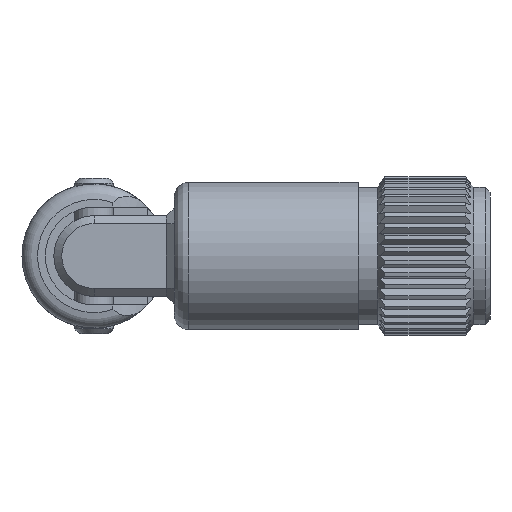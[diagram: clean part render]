
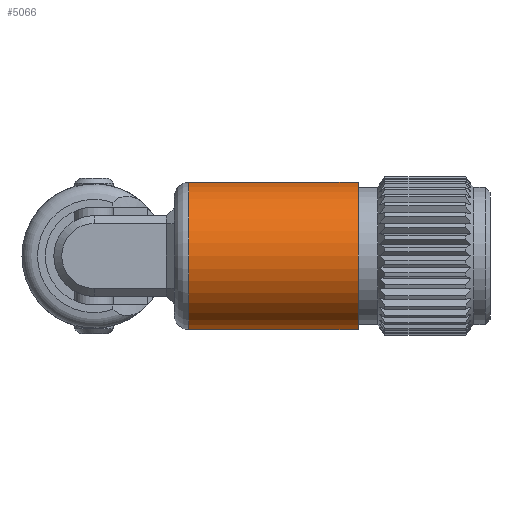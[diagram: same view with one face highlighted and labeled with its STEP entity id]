
A CAD part, left-side view. The second image highlights one B-rep face of the part: STEP entity #5066.
In plain terms, the highlighted cylindrical face has radius 4.758 mm (diameter 9.515 mm), a full revolution.
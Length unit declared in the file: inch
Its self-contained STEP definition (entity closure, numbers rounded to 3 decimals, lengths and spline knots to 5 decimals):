
#317 = CIRCLE ( 'NONE', #4955, 0.18731 ) ;
#582 = EDGE_CURVE ( 'NONE', #5191, #5191, #4806, .T. ) ;
#609 = CYLINDRICAL_SURFACE ( 'NONE', #6335, 0.18731 ) ;
#869 = VERTEX_POINT ( 'NONE', #1923 ) ;
#1234 = DIRECTION ( 'NONE',  ( 0., 0., 1. ) ) ;
#1620 = CARTESIAN_POINT ( 'NONE',  ( 0., -0.66923, 0. ) ) ;
#1923 = CARTESIAN_POINT ( 'NONE',  ( 0., -0.23979, 0.18731 ) ) ;
#1981 = CARTESIAN_POINT ( 'NONE',  ( 0., -0.66923, 0.18731 ) ) ;
#2463 = CARTESIAN_POINT ( 'NONE',  ( 0., 0., 0. ) ) ;
#3680 = DIRECTION ( 'NONE',  ( 0., 1., 0. ) ) ;
#3906 = EDGE_CURVE ( 'NONE', #869, #869, #317, .T. ) ;
#4600 = ORIENTED_EDGE ( 'NONE', *, *, #3906, .F. ) ;
#4806 = CIRCLE ( 'NONE', #6687, 0.18731 ) ;
#4955 = AXIS2_PLACEMENT_3D ( 'NONE', #6140, #5532, #6774 ) ;
#4965 = ORIENTED_EDGE ( 'NONE', *, *, #582, .T. ) ;
#5066 = ADVANCED_FACE ( 'NONE', ( #5331, #7794 ), #609, .T. ) ;
#5191 = VERTEX_POINT ( 'NONE', #1981 ) ;
#5331 = FACE_OUTER_BOUND ( 'NONE', #6245, .T. ) ;
#5532 = DIRECTION ( 'NONE',  ( 0., 1., 0. ) ) ;
#6140 = CARTESIAN_POINT ( 'NONE',  ( 0., -0.23979, 0. ) ) ;
#6245 = EDGE_LOOP ( 'NONE', ( #4965 ) ) ;
#6318 = DIRECTION ( 'NONE',  ( 0., 1., 0. ) ) ;
#6335 = AXIS2_PLACEMENT_3D ( 'NONE', #2463, #6318, #1234 ) ;
#6687 = AXIS2_PLACEMENT_3D ( 'NONE', #1620, #3680, #8133 ) ;
#6774 = DIRECTION ( 'NONE',  ( 0., 0., 1. ) ) ;
#7794 = FACE_OUTER_BOUND ( 'NONE', #8103, .T. ) ;
#8103 = EDGE_LOOP ( 'NONE', ( #4600 ) ) ;
#8133 = DIRECTION ( 'NONE',  ( 0., 0., 1. ) ) ;
